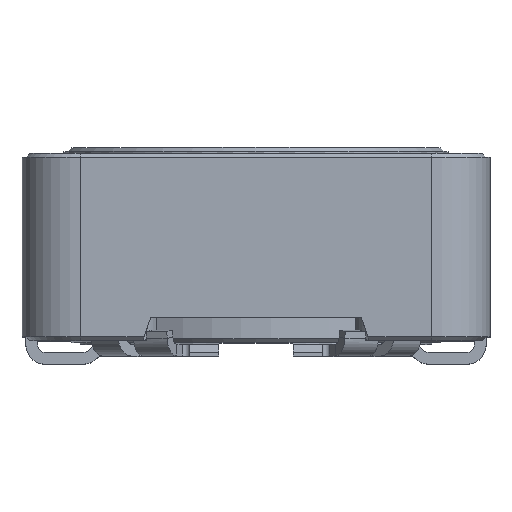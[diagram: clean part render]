
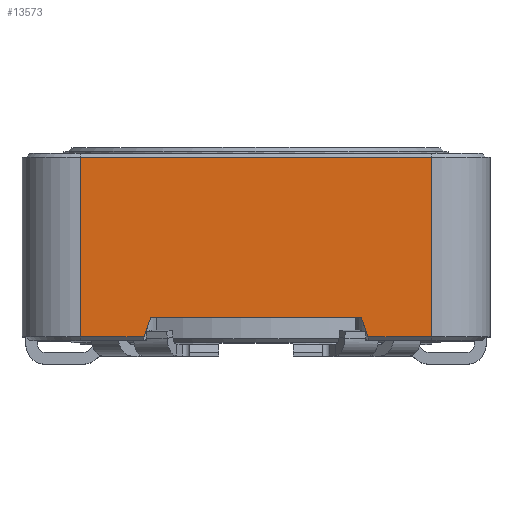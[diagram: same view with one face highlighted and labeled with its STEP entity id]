
A CAD part, top view. The second image highlights one B-rep face of the part: STEP entity #13573.
In plain terms, the highlighted planar face has unit normal (0, 0, 1).
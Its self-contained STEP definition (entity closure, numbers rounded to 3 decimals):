
#3196=DIRECTION('',(1.,0.,0.));
#3197=VECTOR('',#3196,1.633);
#3198=CARTESIAN_POINT('',(2.867,0.195,6.));
#3199=LINE('',#3198,#3197);
#3200=DIRECTION('',(0.316,-0.949,0.));
#3201=VECTOR('',#3200,0.527);
#3202=CARTESIAN_POINT('',(2.7,0.695,6.));
#3203=LINE('',#3202,#3201);
#3204=DIRECTION('',(1.,0.,0.));
#3205=VECTOR('',#3204,5.4);
#3206=CARTESIAN_POINT('',(-2.7,0.695,6.));
#3207=LINE('',#3206,#3205);
#3208=DIRECTION('',(0.316,0.949,0.));
#3209=VECTOR('',#3208,0.527);
#3210=CARTESIAN_POINT('',(-2.867,0.195,6.));
#3211=LINE('',#3210,#3209);
#3212=DIRECTION('',(1.,0.,0.));
#3213=VECTOR('',#3212,1.633);
#3214=CARTESIAN_POINT('',(-4.5,0.195,6.));
#3215=LINE('',#3214,#3213);
#3216=DIRECTION('',(-1.,0.,0.));
#3217=VECTOR('',#3216,9.);
#3218=CARTESIAN_POINT('',(4.5,4.795,6.));
#3219=LINE('',#3218,#3217);
#3873=DIRECTION('',(0.,1.,0.));
#3874=VECTOR('',#3873,4.6);
#3875=CARTESIAN_POINT('',(4.5,0.195,6.));
#3876=LINE('',#3875,#3874);
#5956=DIRECTION('',(0.,-1.,0.));
#5957=VECTOR('',#5956,4.6);
#5958=CARTESIAN_POINT('',(-4.5,4.795,6.));
#5959=LINE('',#5958,#5957);
#6751=CARTESIAN_POINT('',(4.5,4.795,6.));
#6752=VERTEX_POINT('',#6751);
#6753=CARTESIAN_POINT('',(-4.5,4.795,6.));
#6754=VERTEX_POINT('',#6753);
#6869=CARTESIAN_POINT('',(-4.5,0.195,6.));
#6870=VERTEX_POINT('',#6869);
#6871=CARTESIAN_POINT('',(-2.867,0.195,6.));
#6872=VERTEX_POINT('',#6871);
#6885=CARTESIAN_POINT('',(2.867,0.195,6.));
#6886=VERTEX_POINT('',#6885);
#6887=CARTESIAN_POINT('',(4.5,0.195,6.));
#6888=VERTEX_POINT('',#6887);
#6953=CARTESIAN_POINT('',(2.7,0.695,6.));
#6954=VERTEX_POINT('',#6953);
#6962=CARTESIAN_POINT('',(-2.7,0.695,6.));
#6964=VERTEX_POINT('',#6962);
#13553=CARTESIAN_POINT('',(0.,2.495,6.));
#13554=DIRECTION('',(0.,0.,1.));
#13555=DIRECTION('',(-1.,0.,0.));
#13556=AXIS2_PLACEMENT_3D('',#13553,#13554,#13555);
#13557=PLANE('',#13556);
#13559=ORIENTED_EDGE('',*,*,#13558,.F.);
#13561=ORIENTED_EDGE('',*,*,#13560,.F.);
#13563=ORIENTED_EDGE('',*,*,#13562,.F.);
#13564=ORIENTED_EDGE('',*,*,#13436,.F.);
#13565=ORIENTED_EDGE('',*,*,#10784,.F.);
#13567=ORIENTED_EDGE('',*,*,#13566,.F.);
#13568=ORIENTED_EDGE('',*,*,#10718,.F.);
#13570=ORIENTED_EDGE('',*,*,#13569,.F.);
#13571=EDGE_LOOP('',(#13559,#13561,#13563,#13564,#13565,#13567,#13568,#13570));
#13572=FACE_OUTER_BOUND('',#13571,.F.);
#10718=EDGE_CURVE('',#6752,#6754,#3219,.T.);
#10784=EDGE_CURVE('',#6870,#6872,#3215,.T.);
#13436=EDGE_CURVE('',#6872,#6964,#3211,.T.);
#13558=EDGE_CURVE('',#6886,#6888,#3199,.T.);
#13560=EDGE_CURVE('',#6954,#6886,#3203,.T.);
#13562=EDGE_CURVE('',#6964,#6954,#3207,.T.);
#13566=EDGE_CURVE('',#6754,#6870,#5959,.T.);
#13569=EDGE_CURVE('',#6888,#6752,#3876,.T.);
#13573=ADVANCED_FACE('',(#13572),#13557,.T.);
